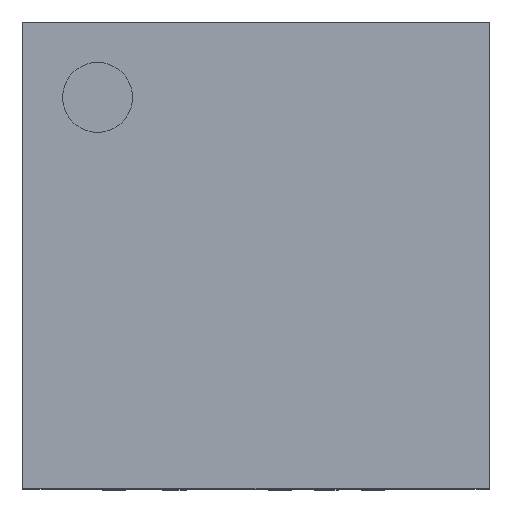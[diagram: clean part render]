
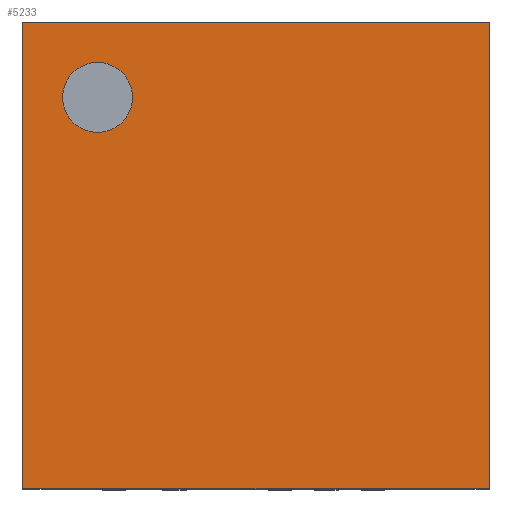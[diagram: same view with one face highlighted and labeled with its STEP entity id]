
A CAD part, top view. The second image highlights one B-rep face of the part: STEP entity #5233.
In plain terms, the highlighted planar face has unit normal (0, 0, 1).
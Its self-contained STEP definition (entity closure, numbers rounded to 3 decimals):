
#15=FACE_BOUND('',#888,.T.);
#124=CIRCLE('',#5602,0.375);
#638=FACE_OUTER_BOUND('',#887,.T.);
#887=EDGE_LOOP('',(#4788,#4789,#4790,#4791));
#888=EDGE_LOOP('',(#4792));
#920=LINE('',#7008,#1538);
#963=LINE('',#7094,#1581);
#1059=LINE('',#7288,#1677);
#1149=LINE('',#7465,#1767);
#1538=VECTOR('',#5645,10.);
#1581=VECTOR('',#5714,10.);
#1677=VECTOR('',#5852,10.);
#1767=VECTOR('',#5972,10.);
#2154=VERTEX_POINT('',#7005);
#2155=VERTEX_POINT('',#7007);
#2185=VERTEX_POINT('',#7093);
#2262=VERTEX_POINT('',#7287);
#2607=VERTEX_POINT('',#8396);
#2640=EDGE_CURVE('',#2155,#2154,#920,.T.);
#2683=EDGE_CURVE('',#2185,#2155,#963,.T.);
#2779=EDGE_CURVE('',#2262,#2185,#1059,.T.);
#2869=EDGE_CURVE('',#2154,#2262,#1149,.T.);
#3334=EDGE_CURVE('',#2607,#2607,#124,.T.);
#4788=ORIENTED_EDGE('',*,*,#2683,.T.);
#4789=ORIENTED_EDGE('',*,*,#2640,.T.);
#4790=ORIENTED_EDGE('',*,*,#2869,.T.);
#4791=ORIENTED_EDGE('',*,*,#2779,.T.);
#4792=ORIENTED_EDGE('',*,*,#3334,.T.);
#4985=PLANE('',#5605);
#5233=ADVANCED_FACE('',(#638,#15),#4985,.T.);
#5602=AXIS2_PLACEMENT_3D('',#8397,#6933,#6934);
#5605=AXIS2_PLACEMENT_3D('',#8402,#6940,#6941);
#5645=DIRECTION('',(0.,-1.,0.));
#5714=DIRECTION('',(-1.,0.,0.));
#5852=DIRECTION('',(0.,1.,0.));
#5972=DIRECTION('',(1.,0.,0.));
#6933=DIRECTION('center_axis',(0.,0.,-1.));
#6934=DIRECTION('ref_axis',(-1.,0.,0.));
#6940=DIRECTION('center_axis',(0.,0.,1.));
#6941=DIRECTION('ref_axis',(1.,0.,0.));
#7005=CARTESIAN_POINT('',(-2.5,-2.5,0.8));
#7007=CARTESIAN_POINT('',(-2.5,2.5,0.8));
#7008=CARTESIAN_POINT('',(-2.5,-2.5,0.8));
#7093=CARTESIAN_POINT('',(2.5,2.5,0.8));
#7094=CARTESIAN_POINT('',(-2.5,2.5,0.8));
#7287=CARTESIAN_POINT('',(2.5,-2.5,0.8));
#7288=CARTESIAN_POINT('',(2.5,2.5,0.8));
#7465=CARTESIAN_POINT('',(2.5,-2.5,0.8));
#8396=CARTESIAN_POINT('',(-1.325,1.7,0.8));
#8397=CARTESIAN_POINT('Origin',(-1.7,1.7,0.8));
#8402=CARTESIAN_POINT('Origin',(0.,0.,0.8));
